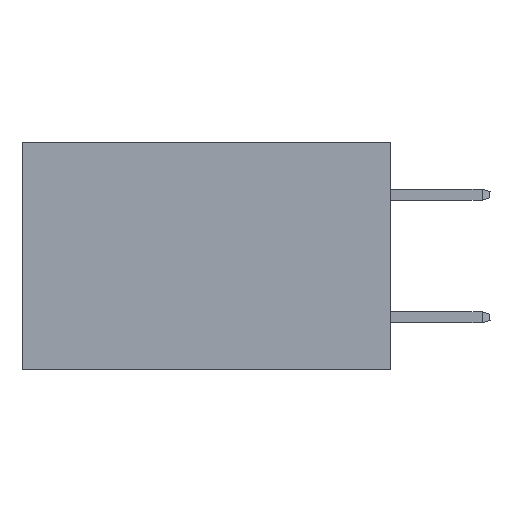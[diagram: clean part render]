
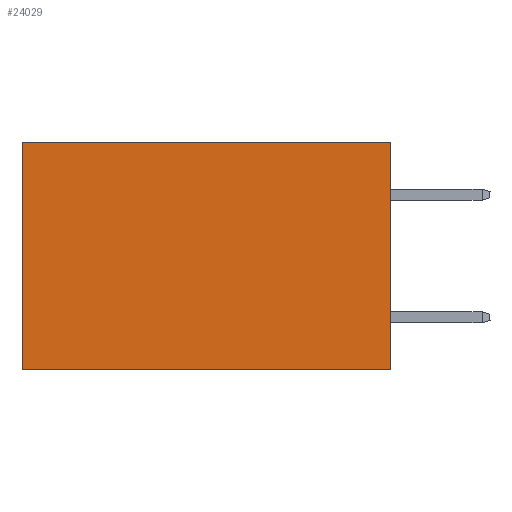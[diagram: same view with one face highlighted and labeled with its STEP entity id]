
A CAD part, left-side view. The second image highlights one B-rep face of the part: STEP entity #24029.
In plain terms, the highlighted planar face has unit normal (-1, 0, 0).
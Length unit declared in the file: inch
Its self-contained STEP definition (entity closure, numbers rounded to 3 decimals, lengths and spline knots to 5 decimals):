
#175 = CARTESIAN_POINT ( 'NONE',  ( 0.2875, 0., 0. ) ) ;
#653 = ORIENTED_EDGE ( 'NONE', *, *, #29993, .F. ) ;
#2731 = CARTESIAN_POINT ( 'NONE',  ( 0.2875, 0., 0. ) ) ;
#2966 = VERTEX_POINT ( 'NONE', #29411 ) ;
#3154 = VERTEX_POINT ( 'NONE', #175 ) ;
#3206 = VECTOR ( 'NONE', #14012, 39.37008 ) ;
#4152 = LINE ( 'NONE', #8080, #3206 ) ;
#4498 = LINE ( 'NONE', #2731, #26564 ) ;
#4941 = FACE_OUTER_BOUND ( 'NONE', #36562, .T. ) ;
#5378 = CARTESIAN_POINT ( 'NONE',  ( 0.2875, 0., -0.37 ) ) ;
#8080 = CARTESIAN_POINT ( 'NONE',  ( 0.2875, 0.6, 0. ) ) ;
#8384 = DIRECTION ( 'NONE',  ( 0., 1., 0. ) ) ;
#8482 = EDGE_CURVE ( 'NONE', #2966, #12204, #11495, .T. ) ;
#9839 = ORIENTED_EDGE ( 'NONE', *, *, #25421, .T. ) ;
#10211 = VERTEX_POINT ( 'NONE', #12875 ) ;
#10525 = VECTOR ( 'NONE', #8384, 39.37008 ) ;
#11495 = LINE ( 'NONE', #5378, #10525 ) ;
#12204 = VERTEX_POINT ( 'NONE', #14452 ) ;
#12875 = CARTESIAN_POINT ( 'NONE',  ( 0.2875, 0.6, 0. ) ) ;
#14012 = DIRECTION ( 'NONE',  ( 0., 0., -1. ) ) ;
#14452 = CARTESIAN_POINT ( 'NONE',  ( 0.2875, 0.6, -0.37 ) ) ;
#15790 = CARTESIAN_POINT ( 'NONE',  ( 0.2875, 0., 0. ) ) ;
#15923 = DIRECTION ( 'NONE',  ( 1., 0., 0. ) ) ;
#17163 = ORIENTED_EDGE ( 'NONE', *, *, #34964, .T. ) ;
#23523 = CARTESIAN_POINT ( 'NONE',  ( 0.2875, 0., 0. ) ) ;
#24029 = ADVANCED_FACE ( 'NONE', ( #4941 ), #33729, .F. ) ;
#25421 = EDGE_CURVE ( 'NONE', #10211, #12204, #4152, .T. ) ;
#26564 = VECTOR ( 'NONE', #38585, 39.37008 ) ;
#27294 = VECTOR ( 'NONE', #38394, 39.37008 ) ;
#29147 = AXIS2_PLACEMENT_3D ( 'NONE', #15790, #15923, #36727 ) ;
#29176 = LINE ( 'NONE', #23523, #27294 ) ;
#29411 = CARTESIAN_POINT ( 'NONE',  ( 0.2875, 0., -0.37 ) ) ;
#29993 = EDGE_CURVE ( 'NONE', #3154, #2966, #29176, .T. ) ;
#33565 = ORIENTED_EDGE ( 'NONE', *, *, #8482, .F. ) ;
#33729 = PLANE ( 'NONE',  #29147 ) ;
#34964 = EDGE_CURVE ( 'NONE', #3154, #10211, #4498, .T. ) ;
#36562 = EDGE_LOOP ( 'NONE', ( #9839, #33565, #653, #17163 ) ) ;
#36727 = DIRECTION ( 'NONE',  ( 0., 0., -1. ) ) ;
#38394 = DIRECTION ( 'NONE',  ( 0., 0., -1. ) ) ;
#38585 = DIRECTION ( 'NONE',  ( 0., 1., 0. ) ) ;
